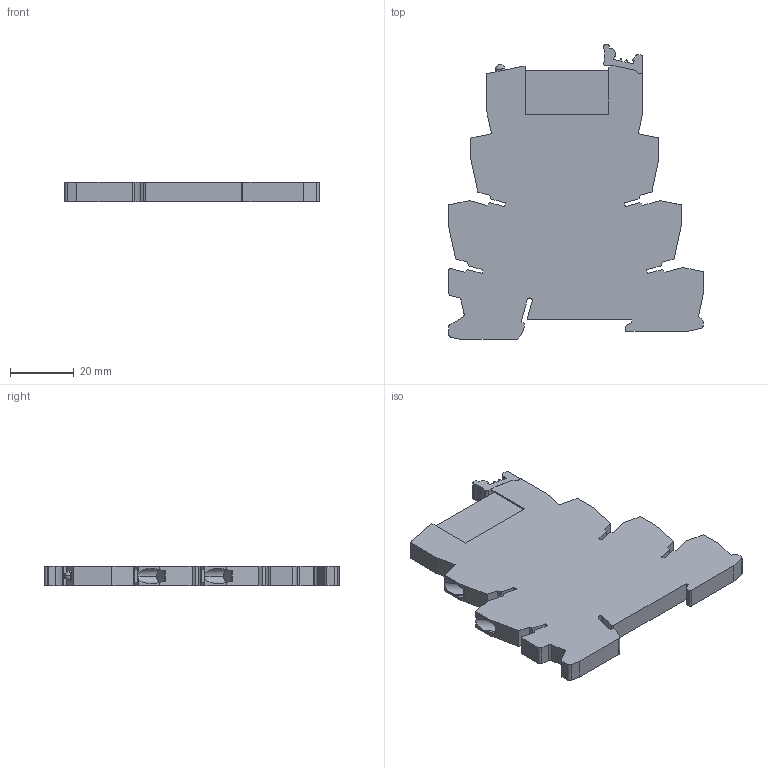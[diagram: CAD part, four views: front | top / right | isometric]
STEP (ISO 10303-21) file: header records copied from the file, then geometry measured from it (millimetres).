
FILE_DESCRIPTION(('SolidDesigner STEP Export'),'2;1');
FILE_NAME('2900364_PLC_OPT_24DC_24DC_2-select.stp','2012-04-18T13:30:05',(''),(''),'CoCreate Modeling STEP processor for AP214 (Solid Model)','CoCreate Modeling 16.00A 16-Aug-2008 (C) Parametric Technology GmbH','');
FILE_SCHEMA(('AUTOMOTIVE_DESIGN { 1 0 10303 214 1 1 1 1 }'));
Length unit declared in the file: millimetre
Products named in the file (2): 2900364_PLC_OPT_24DC_24DC_2-select
Assembly tree (1 placements, depth 2):
  2900364_PLC_OPT_24DC_24DC_2-select
    2900364_PLC_OPT_24DC_24DC_2-select
Bounding box: 80 x 92.55 x 6.1 mm (x, y, z)
Volume: 30098 mm3; surface area: 13903.2 mm2
Topology: 1 solids, 1 shells, 247 faces, 715 edges, 475 vertices
Faces by surface type: plane 173, cylinder 70, sphere 2, cone 2
Entity records: 9533 total; most frequent: ORIENTED_EDGE 1426, CARTESIAN_POINT 1375, DIRECTION 1274, EDGE_CURVE 713, VECTOR 526, LINE 526, VERTEX_POINT 475, AXIS2_PLACEMENT_3D 374
